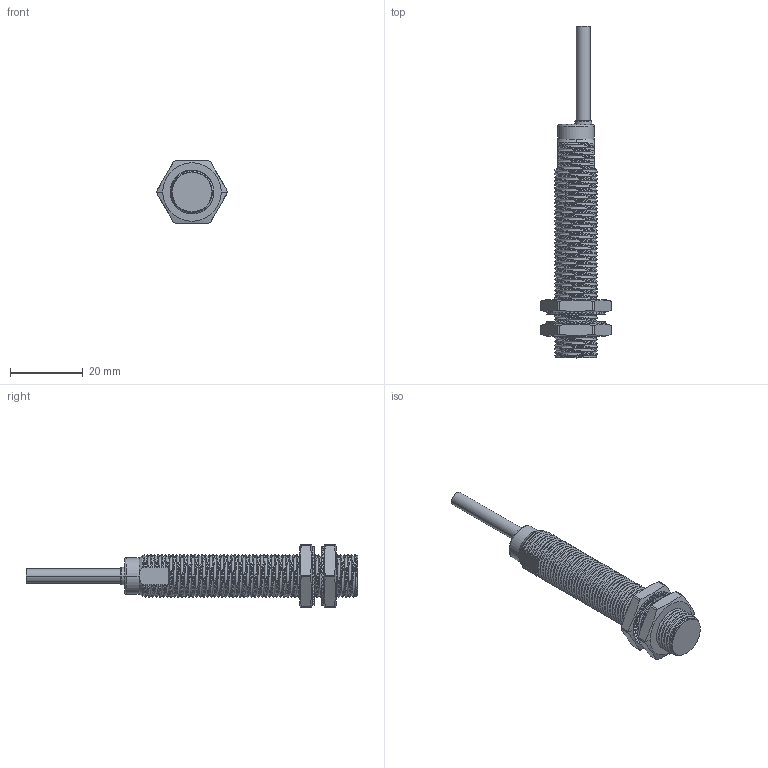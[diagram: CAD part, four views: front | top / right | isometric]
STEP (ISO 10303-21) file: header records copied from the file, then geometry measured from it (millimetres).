
FILE_DESCRIPTION(/* description */ (''),/* implementation_level */ '2;1');
FILE_NAME(/* name */ 'ELCO_Fi4-G12-CA41L.stp',/* time_stamp */ '2025-12-19T10:42:17+08:00',/* author */ (''),/* organization */ (''),/* preprocessor_version */ 'ST-DEVELOPER v16',/* originating_system */ 'SIEMENS PLM Software NX 10.0',/* authorisation */ '');
FILE_SCHEMA (('AUTOMOTIVE_DESIGN { 1 0 10303 214 3 1 1 1 }'));
Length unit declared in the file: millimetre
Products named in the file (1): Admi64A0C12Chs48
Bounding box: 19.48 x 91 x 17 mm (x, y, z)
Volume: 7663.2 mm3; surface area: 5220.1 mm2
Topology: 3 solids, 3 shells, 615 faces, 1795 edges, 1188 vertices
Faces by surface type: cylinder 329, plane 204, bspline 63, cone 15, torus 4
Entity records: 35609 total; most frequent: CARTESIAN_POINT 21694, ORIENTED_EDGE 3590, EDGE_CURVE 1795, DIRECTION 1763, B_SPLINE_CURVE_WITH_KNOTS 1192, VERTEX_POINT 1188, EDGE_LOOP 621, ADVANCED_FACE 615
